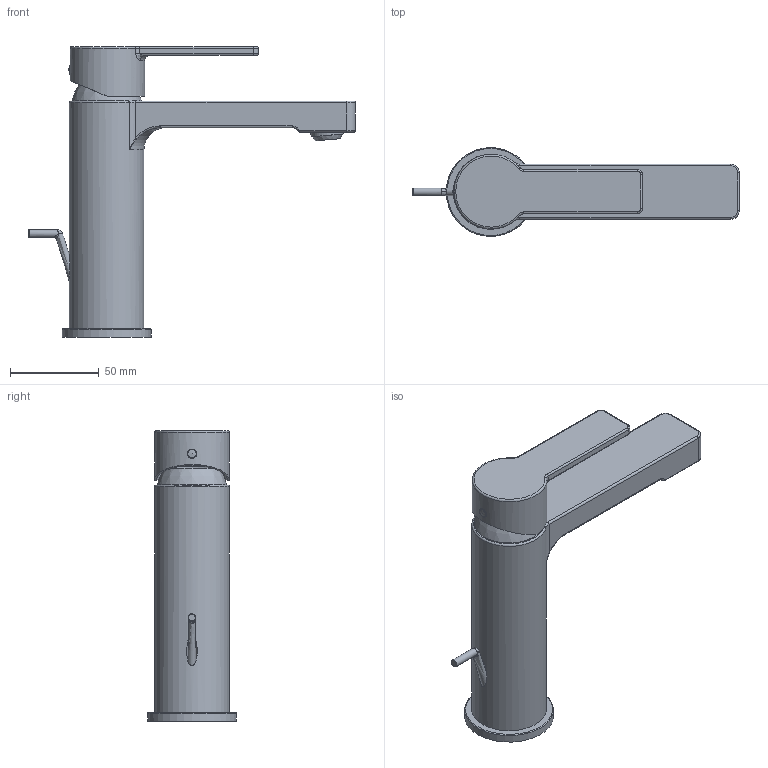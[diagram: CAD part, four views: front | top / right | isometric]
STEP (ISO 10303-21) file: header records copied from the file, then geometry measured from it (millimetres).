
FILE_DESCRIPTION(/* description */ (''),/* implementation_level */ '2;1');
FILE_NAME(/* name */ '3D_TVW103004000_Architectura_2.step',/* time_stamp */ '2023-01-12T10:43:28+01:00',/* author */ (''),/* organization */ (''),/* preprocessor_version */ 'ST-DEVELOPER v19.2',/* originating_system */ 'Autodesk Translation Framework v11.17.0.187',/* authorisation */ '');
FILE_SCHEMA (('AUTOMOTIVE_DESIGN { 1 0 10303 214 3 1 1 }'));
Length unit declared in the file: millimetre
Products named in the file (9): (Nicht gespeichert); 8ZG16363; 80N16494; 8DZ16251; Auslauf; NG16494_ASM; 8NG16494; Komponente8; Komponente9
Assembly tree (8 placements, depth 3):
  (Nicht gespeichert)
    8ZG16363
    80N16494
    8DZ16251
    Auslauf
    NG16494_ASM
      8NG16494
    Komponente8
    Komponente9
Bounding box: 183.97 x 50 x 163.61 mm (x, y, z)
Volume: 267748.8 mm3; surface area: 56308.7 mm2
Topology: 7 solids, 7 shells, 172 faces, 387 edges, 233 vertices
Faces by surface type: plane 54, cylinder 41, bspline 32, torus 30, cone 12, sphere 3
Full cylindrical faces by diameter (mm): 4.2 x1, 4.3 x1, 5.1 x1, 5.2 x1, 6 x1, 25 x1, 36.8 x1, 38.5 x1, 39.6 x1, 42 x2, 50 x1
Entity records: 8466 total; most frequent: CARTESIAN_POINT 4434, DIRECTION 847, ORIENTED_EDGE 770, EDGE_CURVE 385, AXIS2_PLACEMENT_3D 351, VERTEX_POINT 233, EDGE_LOOP 182, CIRCLE 181
